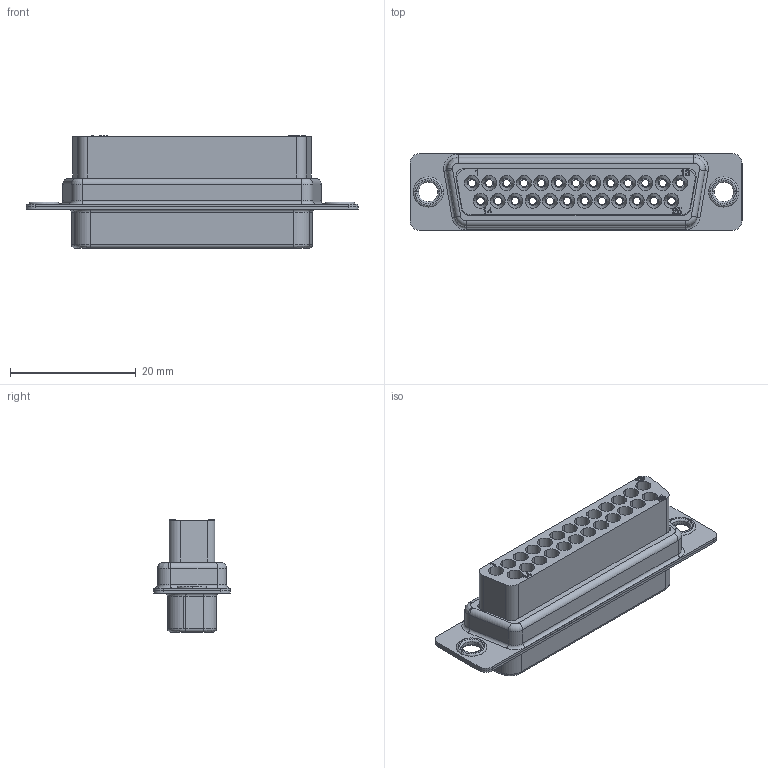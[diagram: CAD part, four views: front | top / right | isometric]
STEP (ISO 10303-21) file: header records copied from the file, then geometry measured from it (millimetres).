
FILE_DESCRIPTION (( 'STEP AP214' ), '1' );
FILE_NAME ('211-FS25-HV-V2.step', '2025-02-18T08:06:39', ( '' ), ( '' ), 'SwSTEP 2.0', 'SolidWorks 2022', '' );
FILE_SCHEMA (( 'AUTOMOTIVE_DESIGN' ));
Length unit declared in the file: millimetre
Products named in the file (7): 04251TN; 211-FS25-HV-V2; 03252T_1; 211-FS25-HV-V2-SX; 62250B
Assembly tree (6 placements, depth 3):
  211-FS25-HV-V2
    04251TN
      04251TN
    03252T_1
      03252T_1
    62250B
      211-FS25-HV-V2-SX
Bounding box: 52.8 x 12.2 x 17.95 mm (x, y, z)
Volume: 4097.9 mm3; surface area: 8511.8 mm2
Topology: 3 solids, 3 shells, 810 faces, 1967 edges, 1255 vertices
Faces by surface type: cylinder 301, plane 251, bspline 127, cone 105, torus 26
Entity records: 27842 total; most frequent: CARTESIAN_POINT 6849, ORIENTED_EDGE 3930, DIRECTION 3874, EDGE_CURVE 1965, AXIS2_PLACEMENT_3D 1494, VERTEX_POINT 1254, EDGE_LOOP 965, VECTOR 886
